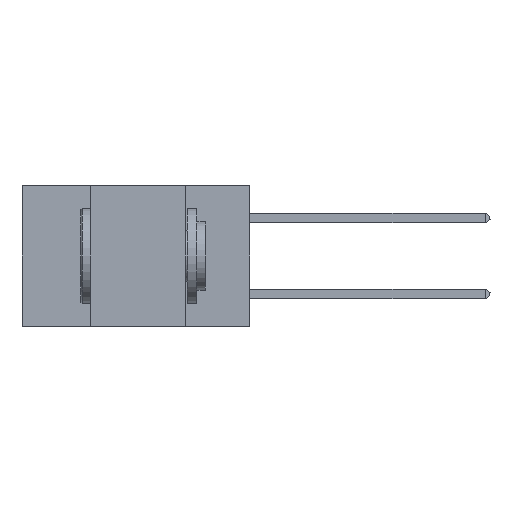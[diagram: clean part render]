
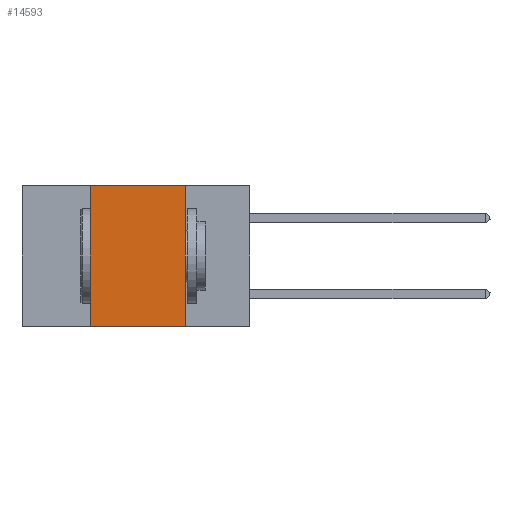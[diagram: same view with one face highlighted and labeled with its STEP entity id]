
A CAD part, left-side view. The second image highlights one B-rep face of the part: STEP entity #14593.
In plain terms, the highlighted planar face has unit normal (-1, 0, 0).
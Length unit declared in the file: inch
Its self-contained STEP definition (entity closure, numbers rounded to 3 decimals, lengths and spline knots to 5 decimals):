
#3410 = LINE ( 'NONE', #25156, #25985 ) ;
#4499 = VECTOR ( 'NONE', #5988, 39.37008 ) ;
#5988 = DIRECTION ( 'NONE',  ( 0., 0., -1. ) ) ;
#6011 = VERTEX_POINT ( 'NONE', #19085 ) ;
#6960 = EDGE_CURVE ( 'NONE', #9857, #6011, #12535, .T. ) ;
#7486 = DIRECTION ( 'NONE',  ( 0., -1., 0. ) ) ;
#8214 = DIRECTION ( 'NONE',  ( 0., 0., 1. ) ) ;
#8414 = FACE_OUTER_BOUND ( 'NONE', #30125, .T. ) ;
#8760 = PLANE ( 'NONE',  #15450 ) ;
#9857 = VERTEX_POINT ( 'NONE', #14547 ) ;
#11015 = VERTEX_POINT ( 'NONE', #14205 ) ;
#12535 = LINE ( 'NONE', #31187, #25821 ) ;
#12901 = LINE ( 'NONE', #28575, #4499 ) ;
#14205 = CARTESIAN_POINT ( 'NONE',  ( 0., 0.42, -0.37 ) ) ;
#14430 = DIRECTION ( 'NONE',  ( 1., 0., 0. ) ) ;
#14463 = CARTESIAN_POINT ( 'NONE',  ( 0., 0.17, -0.37 ) ) ;
#14547 = CARTESIAN_POINT ( 'NONE',  ( 0., 0.42, 0. ) ) ;
#14593 = ADVANCED_FACE ( 'NONE', ( #8414 ), #8760, .F. ) ;
#14906 = LINE ( 'NONE', #27247, #29869 ) ;
#15450 = AXIS2_PLACEMENT_3D ( 'NONE', #31293, #14430, #34075 ) ;
#19085 = CARTESIAN_POINT ( 'NONE',  ( 0., 0.17, 0. ) ) ;
#21250 = ORIENTED_EDGE ( 'NONE', *, *, #6960, .F. ) ;
#21518 = EDGE_CURVE ( 'NONE', #6011, #31322, #12901, .T. ) ;
#25156 = CARTESIAN_POINT ( 'NONE',  ( 0., 0.42, 0. ) ) ;
#25174 = ORIENTED_EDGE ( 'NONE', *, *, #21518, .F. ) ;
#25821 = VECTOR ( 'NONE', #33981, 39.37008 ) ;
#25985 = VECTOR ( 'NONE', #8214, 39.37008 ) ;
#26027 = EDGE_CURVE ( 'NONE', #11015, #31322, #14906, .T. ) ;
#27247 = CARTESIAN_POINT ( 'NONE',  ( 0., 0.6, -0.37 ) ) ;
#28217 = ORIENTED_EDGE ( 'NONE', *, *, #26027, .T. ) ;
#28575 = CARTESIAN_POINT ( 'NONE',  ( 0., 0.17, 0. ) ) ;
#28706 = ORIENTED_EDGE ( 'NONE', *, *, #35270, .F. ) ;
#29869 = VECTOR ( 'NONE', #7486, 39.37008 ) ;
#30125 = EDGE_LOOP ( 'NONE', ( #25174, #21250, #28706, #28217 ) ) ;
#31187 = CARTESIAN_POINT ( 'NONE',  ( 0., 0.6, 0. ) ) ;
#31293 = CARTESIAN_POINT ( 'NONE',  ( 0., 0.6, 0. ) ) ;
#31322 = VERTEX_POINT ( 'NONE', #14463 ) ;
#33981 = DIRECTION ( 'NONE',  ( 0., -1., 0. ) ) ;
#34075 = DIRECTION ( 'NONE',  ( 0., 0., -1. ) ) ;
#35270 = EDGE_CURVE ( 'NONE', #11015, #9857, #3410, .T. ) ;
